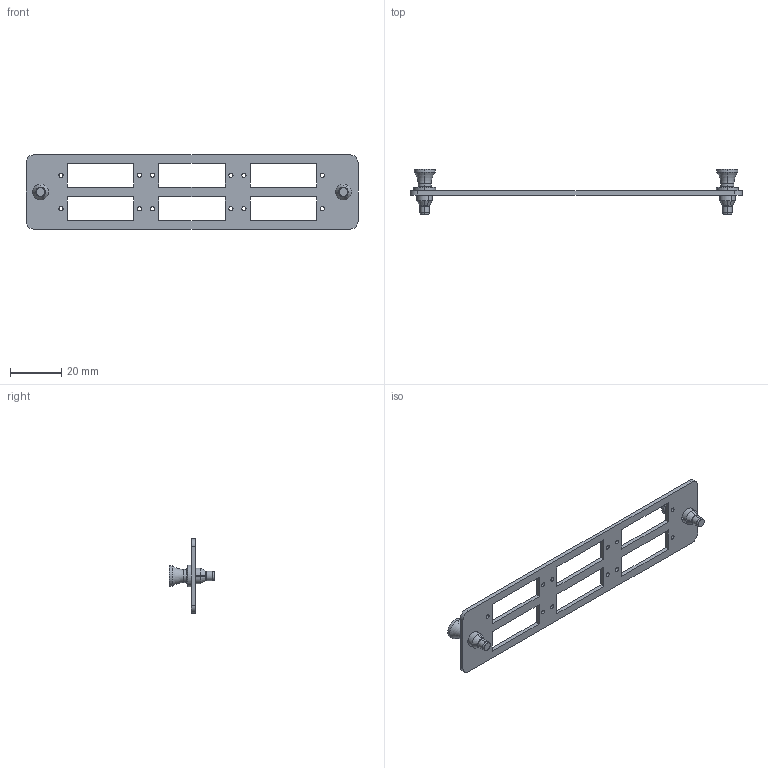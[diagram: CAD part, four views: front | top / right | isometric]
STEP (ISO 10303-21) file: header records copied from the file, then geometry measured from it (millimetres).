
FILE_DESCRIPTION (( 'STEP AP203' ), '1' );
FILE_NAME ('FSP-SCDLCQ6-BNK.STEP', '2011-08-05T12:42:44', ( 'x' ), ( 'Microsoft' ), 'SwSTEP 2.0', 'SolidWorks 2010', '' );
FILE_SCHEMA (( 'CONFIG_CONTROL_DESIGN' ));
Length unit declared in the file: inch
Products named in the file (4): FSP-SCDLCQ6-BNK; 1AR17-013; HDWR-HN4P-42-4-1; HDWR-HN4G-42-1
Assembly tree (5 placements, depth 2):
  FSP-SCDLCQ6-BNK
    1AR17-013
    HDWR-HN4P-42-4-1  x2
    HDWR-HN4G-42-1  x2
Bounding box: 129.54 x 17.78 x 28.96 mm (x, y, z)
Volume: 4396 mm3; surface area: 7097.7 mm2
Topology: 5 solids, 5 shells, 162 faces, 406 edges, 258 vertices
Faces by surface type: cylinder 72, plane 66, cone 20, torus 4
Entity records: 4050 total; most frequent: DIRECTION 650, CARTESIAN_POINT 626, ORIENTED_EDGE 586, EDGE_CURVE 293, AXIS2_PLACEMENT_3D 243, VERTEX_POINT 189, VECTOR 164, LINE 164
